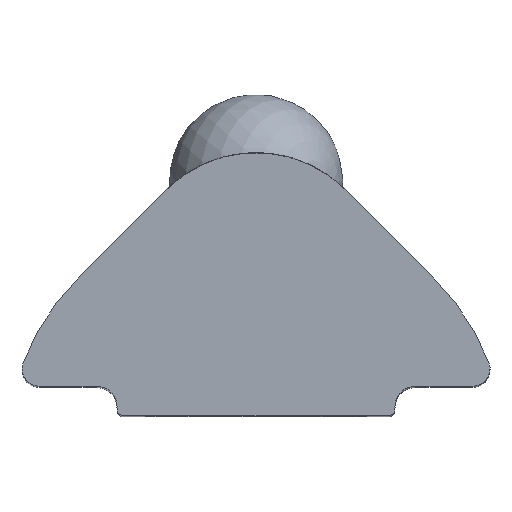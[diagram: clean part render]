
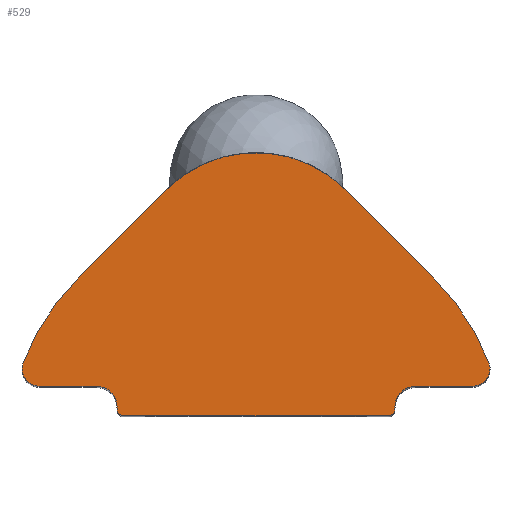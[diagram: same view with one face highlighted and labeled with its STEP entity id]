
A CAD part, top view. The second image highlights one B-rep face of the part: STEP entity #529.
In plain terms, the highlighted planar face has unit normal (0, 0, 1).
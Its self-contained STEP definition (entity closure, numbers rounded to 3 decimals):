
#60=PLANE('',#670);
#99=FACE_OUTER_BOUND('',#129,.T.);
#129=EDGE_LOOP('',(#481,#482,#483,#484,#485,#486,#487,#488,#489,#490,#491,
#492,#493,#494,#495,#496));
#139=LINE('',#963,#175);
#150=LINE('',#1006,#186);
#154=LINE('',#1015,#190);
#157=LINE('',#1023,#193);
#160=LINE('',#1031,#196);
#165=LINE('',#1043,#201);
#168=LINE('',#1055,#204);
#175=VECTOR('',#725,10.);
#186=VECTOR('',#762,10.);
#190=VECTOR('',#772,10.);
#193=VECTOR('',#781,10.);
#196=VECTOR('',#790,10.);
#201=VECTOR('',#805,10.);
#204=VECTOR('',#820,10.);
#214=CIRCLE('',#636,3.653);
#224=CIRCLE('',#649,0.2);
#225=CIRCLE('',#652,0.2);
#226=CIRCLE('',#655,0.6);
#227=CIRCLE('',#658,0.501);
#228=CIRCLE('',#660,7.2);
#229=CIRCLE('',#664,7.2);
#230=CIRCLE('',#666,0.501);
#231=CIRCLE('',#669,0.6);
#250=VERTEX_POINT('',#960);
#251=VERTEX_POINT('',#962);
#254=VERTEX_POINT('',#970);
#269=VERTEX_POINT('',#1004);
#270=VERTEX_POINT('',#1005);
#271=VERTEX_POINT('',#1010);
#272=VERTEX_POINT('',#1014);
#273=VERTEX_POINT('',#1018);
#274=VERTEX_POINT('',#1022);
#275=VERTEX_POINT('',#1026);
#276=VERTEX_POINT('',#1030);
#277=VERTEX_POINT('',#1034);
#278=VERTEX_POINT('',#1038);
#279=VERTEX_POINT('',#1046);
#280=VERTEX_POINT('',#1050);
#281=VERTEX_POINT('',#1054);
#306=EDGE_CURVE('',#250,#251,#139,.T.);
#311=EDGE_CURVE('',#254,#250,#214,.T.);
#327=EDGE_CURVE('',#269,#270,#150,.T.);
#330=EDGE_CURVE('',#270,#271,#224,.T.);
#332=EDGE_CURVE('',#271,#272,#154,.T.);
#334=EDGE_CURVE('',#272,#273,#225,.T.);
#336=EDGE_CURVE('',#273,#274,#157,.T.);
#338=EDGE_CURVE('',#274,#275,#226,.T.);
#340=EDGE_CURVE('',#275,#276,#160,.T.);
#342=EDGE_CURVE('',#276,#277,#227,.T.);
#344=EDGE_CURVE('',#277,#278,#228,.T.);
#347=EDGE_CURVE('',#278,#254,#165,.T.);
#348=EDGE_CURVE('',#251,#279,#229,.T.);
#350=EDGE_CURVE('',#279,#280,#230,.T.);
#352=EDGE_CURVE('',#280,#281,#168,.T.);
#354=EDGE_CURVE('',#281,#269,#231,.T.);
#481=ORIENTED_EDGE('',*,*,#327,.F.);
#482=ORIENTED_EDGE('',*,*,#354,.F.);
#483=ORIENTED_EDGE('',*,*,#352,.F.);
#484=ORIENTED_EDGE('',*,*,#350,.F.);
#485=ORIENTED_EDGE('',*,*,#348,.F.);
#486=ORIENTED_EDGE('',*,*,#306,.F.);
#487=ORIENTED_EDGE('',*,*,#311,.F.);
#488=ORIENTED_EDGE('',*,*,#347,.F.);
#489=ORIENTED_EDGE('',*,*,#344,.F.);
#490=ORIENTED_EDGE('',*,*,#342,.F.);
#491=ORIENTED_EDGE('',*,*,#340,.F.);
#492=ORIENTED_EDGE('',*,*,#338,.F.);
#493=ORIENTED_EDGE('',*,*,#336,.F.);
#494=ORIENTED_EDGE('',*,*,#334,.F.);
#495=ORIENTED_EDGE('',*,*,#332,.F.);
#496=ORIENTED_EDGE('',*,*,#330,.F.);
#529=ADVANCED_FACE('',(#99),#60,.T.);
#636=AXIS2_PLACEMENT_3D('',#972,#732,#733);
#649=AXIS2_PLACEMENT_3D('',#1011,#767,#768);
#652=AXIS2_PLACEMENT_3D('',#1019,#776,#777);
#655=AXIS2_PLACEMENT_3D('',#1027,#785,#786);
#658=AXIS2_PLACEMENT_3D('',#1035,#794,#795);
#660=AXIS2_PLACEMENT_3D('',#1039,#799,#800);
#664=AXIS2_PLACEMENT_3D('',#1047,#810,#811);
#666=AXIS2_PLACEMENT_3D('',#1051,#815,#816);
#669=AXIS2_PLACEMENT_3D('',#1058,#824,#825);
#670=AXIS2_PLACEMENT_3D('',#1059,#826,#827);
#725=DIRECTION('',(0.707,-0.707,0.));
#732=DIRECTION('center_axis',(0.,0.,-1.));
#733=DIRECTION('ref_axis',(-0.707,-0.707,0.));
#762=DIRECTION('',(0.,-1.,0.));
#767=DIRECTION('center_axis',(0.,0.,-1.));
#768=DIRECTION('ref_axis',(0.,1.,0.));
#772=DIRECTION('',(-1.,0.,0.));
#776=DIRECTION('center_axis',(0.,0.,-1.));
#777=DIRECTION('ref_axis',(1.,0.,0.));
#781=DIRECTION('',(0.,1.,0.));
#785=DIRECTION('center_axis',(0.,0.,1.));
#786=DIRECTION('ref_axis',(1.,0.,0.));
#790=DIRECTION('',(-1.,0.,0.));
#794=DIRECTION('center_axis',(0.,0.,-1.));
#795=DIRECTION('ref_axis',(0.931,-0.366,0.));
#799=DIRECTION('center_axis',(0.,0.,-1.));
#800=DIRECTION('ref_axis',(0.707,-0.707,0.));
#805=DIRECTION('',(0.707,0.707,0.));
#810=DIRECTION('center_axis',(0.,0.,-1.));
#811=DIRECTION('ref_axis',(-0.931,-0.366,0.));
#815=DIRECTION('center_axis',(0.,0.,-1.));
#816=DIRECTION('ref_axis',(0.,1.,0.));
#820=DIRECTION('',(-1.,0.,0.));
#824=DIRECTION('center_axis',(0.,0.,1.));
#825=DIRECTION('ref_axis',(0.,1.,0.));
#826=DIRECTION('center_axis',(0.,0.,1.));
#827=DIRECTION('ref_axis',(1.,0.,0.));
#960=CARTESIAN_POINT('',(2.582,3.312,11.));
#962=CARTESIAN_POINT('',(5.09,0.803,11.));
#963=CARTESIAN_POINT('',(2.582,3.312,11.));
#970=CARTESIAN_POINT('',(-2.584,3.312,11.));
#972=CARTESIAN_POINT('Origin',(-0.001,0.729,
11.));
#1004=CARTESIAN_POINT('',(3.999,-2.939,11.));
#1005=CARTESIAN_POINT('',(3.999,-2.989,11.));
#1006=CARTESIAN_POINT('',(3.999,-2.939,11.));
#1010=CARTESIAN_POINT('',(3.799,-3.189,11.));
#1011=CARTESIAN_POINT('Origin',(3.799,-2.989,11.));
#1014=CARTESIAN_POINT('',(-3.801,-3.189,11.));
#1015=CARTESIAN_POINT('',(3.799,-3.189,11.));
#1018=CARTESIAN_POINT('',(-4.001,-2.989,11.));
#1019=CARTESIAN_POINT('Origin',(-3.801,-2.989,11.));
#1022=CARTESIAN_POINT('',(-4.001,-2.939,11.));
#1023=CARTESIAN_POINT('',(-4.001,-2.989,11.));
#1026=CARTESIAN_POINT('',(-4.601,-2.339,11.));
#1027=CARTESIAN_POINT('Origin',(-4.601,-2.939,11.));
#1030=CARTESIAN_POINT('',(-6.236,-2.339,11.));
#1031=CARTESIAN_POINT('',(-4.601,-2.339,11.));
#1034=CARTESIAN_POINT('',(-6.702,-1.655,11.));
#1035=CARTESIAN_POINT('Origin',(-6.236,-1.838,11.));
#1038=CARTESIAN_POINT('',(-5.092,0.803,11.));
#1039=CARTESIAN_POINT('Origin',(-0.001,-4.288,
11.));
#1043=CARTESIAN_POINT('',(-5.092,0.803,11.));
#1046=CARTESIAN_POINT('',(6.7,-1.655,11.));
#1047=CARTESIAN_POINT('Origin',(-0.001,-4.288,
11.));
#1050=CARTESIAN_POINT('',(6.234,-2.339,11.));
#1051=CARTESIAN_POINT('Origin',(6.234,-1.838,11.));
#1054=CARTESIAN_POINT('',(4.599,-2.339,11.));
#1055=CARTESIAN_POINT('',(6.234,-2.339,11.));
#1058=CARTESIAN_POINT('Origin',(4.599,-2.939,11.));
#1059=CARTESIAN_POINT('Origin',(-0.001,-0.234,
11.));
